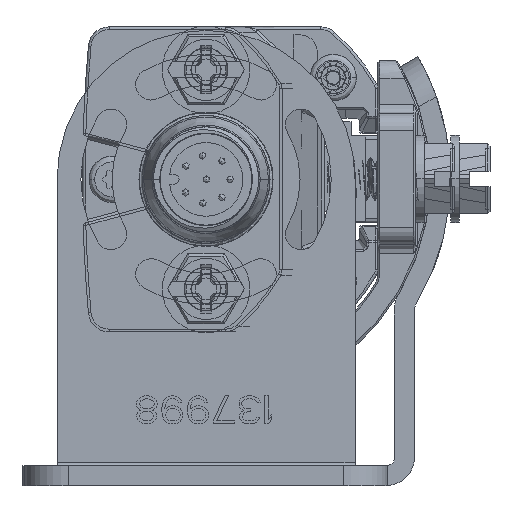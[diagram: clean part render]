
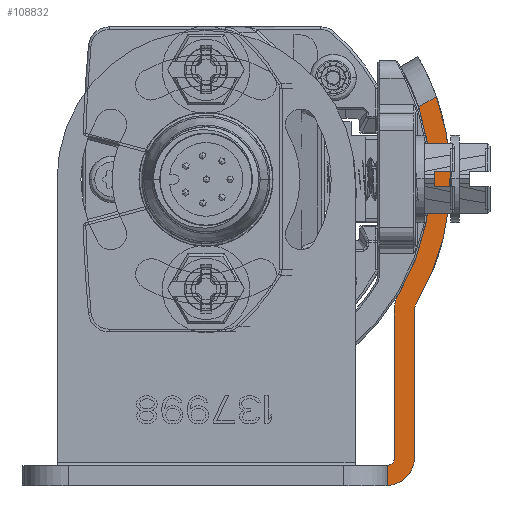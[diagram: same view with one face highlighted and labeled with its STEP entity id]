
A CAD part, front view. The second image highlights one B-rep face of the part: STEP entity #108832.
In plain terms, the highlighted face is planar.
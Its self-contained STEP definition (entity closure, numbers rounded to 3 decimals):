
#104071=CARTESIAN_POINT('',(26.271,9.394,15.));
#104099=CARTESIAN_POINT('',(24.243,8.223,15.));
#104141=DIRECTION('',(-0.866,-0.5,0.));
#104142=VECTOR('',#104141,2.341);
#104143=CARTESIAN_POINT('',(26.271,9.394,15.));
#104144=LINE('',#104143,#104142);
#104145=CARTESIAN_POINT('',(0.,0.,15.));
#104146=DIRECTION('',(0.,0.,1.));
#104147=DIRECTION('',(0.857,-0.515,0.));
#104148=AXIS2_PLACEMENT_3D('',#104145,#104146,#104147);
#104150=DIRECTION('',(0.,1.,0.));
#104151=VECTOR('',#104150,16.917);
#104152=CARTESIAN_POINT('',(23.8,-31.7,15.));
#104153=LINE('',#104152,#104151);
#104154=CARTESIAN_POINT('',(20.5,-31.7,15.));
#104155=DIRECTION('',(0.,0.,1.));
#104156=DIRECTION('',(0.,-1.,0.));
#104157=AXIS2_PLACEMENT_3D('',#104154,#104155,#104156);
#104159=DIRECTION('',(1.,0.,0.));
#104160=VECTOR('',#104159,36.5);
#104161=CARTESIAN_POINT('',(-16.,-35.,15.));
#104162=LINE('',#104161,#104160);
#104163=DIRECTION('',(0.,-1.,0.));
#104164=VECTOR('',#104163,2.3);
#104165=CARTESIAN_POINT('',(-16.,-32.7,15.));
#104166=LINE('',#104165,#104164);
#104167=DIRECTION('',(-1.,0.,0.));
#104168=VECTOR('',#104167,36.7);
#104169=CARTESIAN_POINT('',(20.7,-32.7,15.));
#104170=LINE('',#104169,#104168);
#104171=DIRECTION('',(0.,-1.,0.));
#104172=VECTOR('',#104171,17.062);
#104173=CARTESIAN_POINT('',(21.5,-14.838,15.));
#104174=LINE('',#104173,#104172);
#104175=CARTESIAN_POINT('',(24.8,-14.838,15.));
#104176=DIRECTION('',(0.,0.,1.));
#104177=DIRECTION('',(-0.858,0.513,0.));
#104178=AXIS2_PLACEMENT_3D('',#104175,#104176,#104177);
#104180=CARTESIAN_POINT('',(0.,0.,15.));
#104181=DIRECTION('',(0.,0.,-1.));
#104182=DIRECTION('',(0.947,0.321,0.));
#104183=AXIS2_PLACEMENT_3D('',#104180,#104181,#104182);
#104190=CARTESIAN_POINT('',(24.6,-14.783,15.));
#104191=DIRECTION('',(0.,0.,-1.));
#104192=DIRECTION('',(-1.,0.,0.));
#104193=AXIS2_PLACEMENT_3D('',#104190,#104191,#104192);
#104360=CARTESIAN_POINT('',(20.7,-31.9,15.));
#104361=DIRECTION('',(0.,0.,-1.));
#104362=DIRECTION('',(1.,0.,0.));
#104363=AXIS2_PLACEMENT_3D('',#104360,#104361,#104362);
#107554=CARTESIAN_POINT('',(23.914,-14.371,15.));
#107556=VERTEX_POINT('',#107554);
#107558=CARTESIAN_POINT('',(23.8,-14.783,15.));
#107560=VERTEX_POINT('',#107558);
#107562=CARTESIAN_POINT('',(20.7,-32.7,15.));
#107564=VERTEX_POINT('',#107562);
#107566=CARTESIAN_POINT('',(21.5,-31.9,15.));
#107568=VERTEX_POINT('',#107566);
#107573=CARTESIAN_POINT('',(20.5,-35.,15.));
#107574=VERTEX_POINT('',#107573);
#107575=CARTESIAN_POINT('',(23.8,-31.7,15.));
#107576=VERTEX_POINT('',#107575);
#107581=CARTESIAN_POINT('',(21.968,-13.144,15.));
#107582=VERTEX_POINT('',#107581);
#107583=CARTESIAN_POINT('',(21.5,-14.838,15.));
#107584=VERTEX_POINT('',#107583);
#107601=VERTEX_POINT('',#104099);
#107605=VERTEX_POINT('',#104071);
#107619=CARTESIAN_POINT('',(-16.,-35.,15.));
#107621=VERTEX_POINT('',#107619);
#107625=CARTESIAN_POINT('',(-16.,-32.7,15.));
#107626=VERTEX_POINT('',#107625);
#108804=CARTESIAN_POINT('',(0.,0.,15.));
#108805=DIRECTION('',(0.,0.,1.));
#108806=DIRECTION('',(1.,0.,0.));
#108807=AXIS2_PLACEMENT_3D('',#108804,#108805,#108806);
#108808=PLANE('',#108807);
#108809=ORIENTED_EDGE('',*,*,#108772,.F.);
#108810=ORIENTED_EDGE('',*,*,#108747,.F.);
#108812=ORIENTED_EDGE('',*,*,#108811,.F.);
#108814=ORIENTED_EDGE('',*,*,#108813,.F.);
#108816=ORIENTED_EDGE('',*,*,#108815,.F.);
#108818=ORIENTED_EDGE('',*,*,#108817,.F.);
#108820=ORIENTED_EDGE('',*,*,#108819,.F.);
#108822=ORIENTED_EDGE('',*,*,#108821,.F.);
#108824=ORIENTED_EDGE('',*,*,#108823,.F.);
#108826=ORIENTED_EDGE('',*,*,#108825,.F.);
#108828=ORIENTED_EDGE('',*,*,#108827,.F.);
#108829=ORIENTED_EDGE('',*,*,#108783,.F.);
#108830=EDGE_LOOP('',(#108809,#108810,#108812,#108814,#108816,#108818,#108820,
#108822,#108824,#108826,#108828,#108829));
#108831=FACE_OUTER_BOUND('',#108830,.F.);
#108832=ADVANCED_FACE('',(#108831),#108808,.T.);
#104149=CIRCLE('',#104148,27.9);
#104158=CIRCLE('',#104157,3.3);
#104179=CIRCLE('',#104178,3.3);
#104184=CIRCLE('',#104183,25.6);
#104194=CIRCLE('',#104193,0.8);
#104364=CIRCLE('',#104363,0.8);
#108747=EDGE_CURVE('',#107556,#107605,#104149,.T.);
#108772=EDGE_CURVE('',#107605,#107601,#104144,.T.);
#108783=EDGE_CURVE('',#107601,#107582,#104184,.T.);
#108811=EDGE_CURVE('',#107560,#107556,#104194,.T.);
#108813=EDGE_CURVE('',#107576,#107560,#104153,.T.);
#108815=EDGE_CURVE('',#107574,#107576,#104158,.T.);
#108817=EDGE_CURVE('',#107621,#107574,#104162,.T.);
#108819=EDGE_CURVE('',#107626,#107621,#104166,.T.);
#108821=EDGE_CURVE('',#107564,#107626,#104170,.T.);
#108823=EDGE_CURVE('',#107568,#107564,#104364,.T.);
#108825=EDGE_CURVE('',#107584,#107568,#104174,.T.);
#108827=EDGE_CURVE('',#107582,#107584,#104179,.T.);
